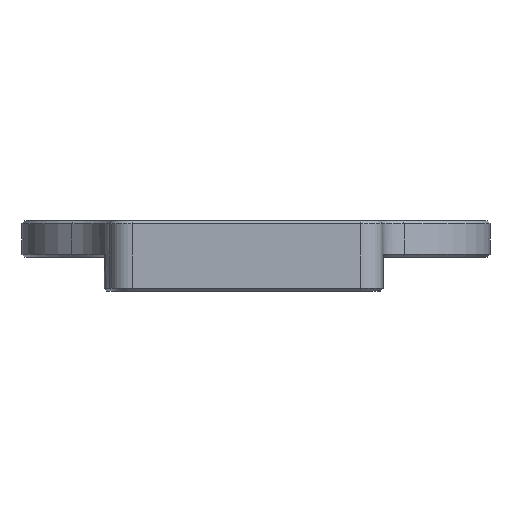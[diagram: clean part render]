
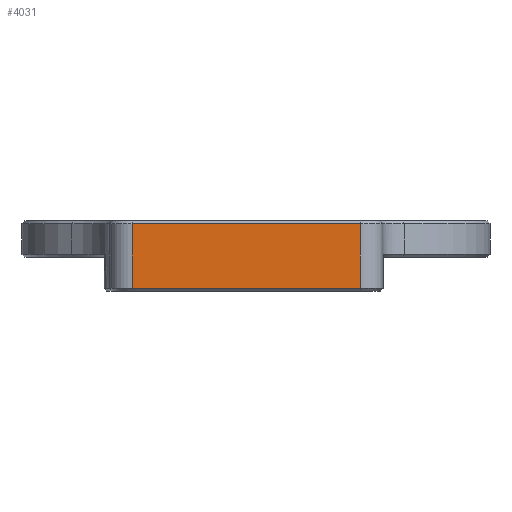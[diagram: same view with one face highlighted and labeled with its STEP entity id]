
A CAD part, front view. The second image highlights one B-rep face of the part: STEP entity #4031.
In plain terms, the highlighted planar face has unit normal (0, -1, 0).
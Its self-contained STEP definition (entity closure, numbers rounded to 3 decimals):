
#127=PLANE('',#4338);
#315=FACE_OUTER_BOUND('',#575,.T.);
#575=EDGE_LOOP('',(#3258,#3259,#3260,#3261));
#1018=LINE('',#6387,#1501);
#1025=LINE('',#6405,#1508);
#1026=LINE('',#6408,#1509);
#1027=LINE('',#6409,#1510);
#1501=VECTOR('',#5053,10.);
#1508=VECTOR('',#5074,10.);
#1509=VECTOR('',#5077,10.);
#1510=VECTOR('',#5078,10.);
#2112=VERTEX_POINT('',#6381);
#2113=VERTEX_POINT('',#6385);
#2117=VERTEX_POINT('',#6403);
#2118=VERTEX_POINT('',#6407);
#2539=EDGE_CURVE('',#2112,#2113,#1018,.T.);
#2548=EDGE_CURVE('',#2117,#2112,#1025,.T.);
#2549=EDGE_CURVE('',#2118,#2117,#1026,.T.);
#2550=EDGE_CURVE('',#2113,#2118,#1027,.T.);
#3258=ORIENTED_EDGE('',*,*,#2539,.F.);
#3259=ORIENTED_EDGE('',*,*,#2548,.F.);
#3260=ORIENTED_EDGE('',*,*,#2549,.F.);
#3261=ORIENTED_EDGE('',*,*,#2550,.F.);
#4031=ADVANCED_FACE('',(#315),#127,.T.);
#4338=AXIS2_PLACEMENT_3D('',#6406,#5075,#5076);
#5053=DIRECTION('',(-1.,0.,0.));
#5074=DIRECTION('',(0.,0.,-1.));
#5075=DIRECTION('center_axis',(0.,-1.,0.));
#5076=DIRECTION('ref_axis',(0.,0.,
-1.));
#5077=DIRECTION('',(1.,0.,0.));
#5078=DIRECTION('',(0.,0.,1.));
#6381=CARTESIAN_POINT('',(119.1,-86.959,-143.9));
#6385=CARTESIAN_POINT('',(78.9,-86.959,-143.9));
#6387=CARTESIAN_POINT('',(98.757,-86.959,-143.9));
#6403=CARTESIAN_POINT('',(119.1,-86.959,-132.5));
#6405=CARTESIAN_POINT('',(119.1,-86.959,-135.75));
#6406=CARTESIAN_POINT('Origin',(99.,-86.959,-134.5));
#6407=CARTESIAN_POINT('',(78.9,-86.959,-132.5));
#6408=CARTESIAN_POINT('',(99.25,-86.959,-132.5));
#6409=CARTESIAN_POINT('',(78.9,-86.959,-133.25));
